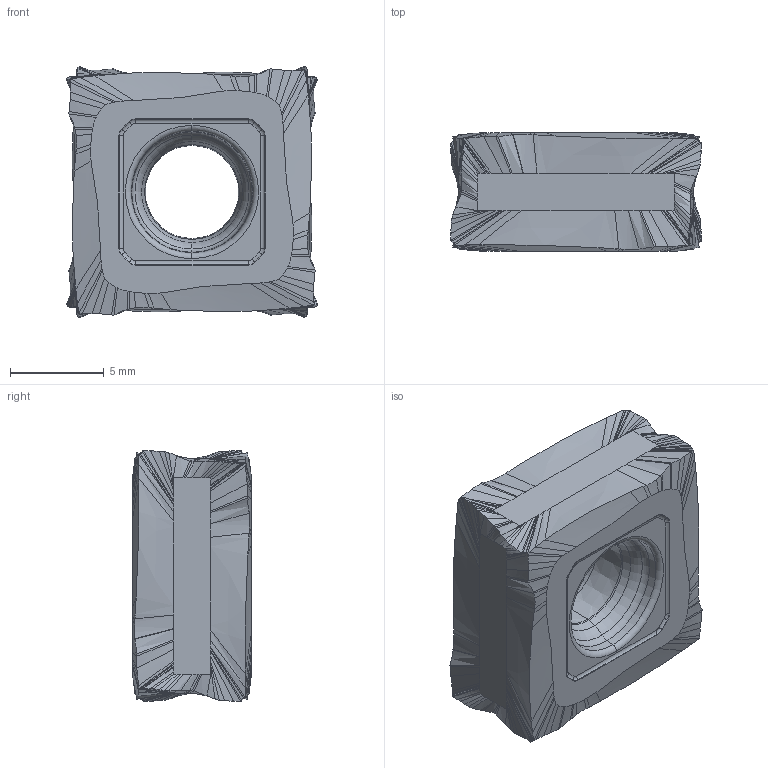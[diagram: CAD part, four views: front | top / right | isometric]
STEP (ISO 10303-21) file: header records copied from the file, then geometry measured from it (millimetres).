
FILE_DESCRIPTION((''),'2;1');
FILE_NAME('SONX1206PER','2016-01-15T',('ehatto'),(''),'PRO/ENGINEER BY PARAMETRIC TECHNOLOGY CORPORATION, 2014310','PRO/ENGINEER BY PARAMETRIC TECHNOLOGY CORPORATION, 2014310','');
FILE_SCHEMA(('CONFIG_CONTROL_DESIGN'));
Length unit declared in the file: millimetre
Products named in the file (1): SONX1206PER
Bounding box: 13.42 x 6.3 x 13.42 mm (x, y, z)
Volume: 808.6 mm3; surface area: 667.5 mm2
Topology: 1 solids, 1 shells, 471 faces, 1238 edges, 772 vertices
Faces by surface type: bspline 388, cone 26, plane 25, cylinder 16, torus 16
Entity records: 29574 total; most frequent: CARTESIAN_POINT 16192, ORIENTED_EDGE 2476, PRESENTATION_STYLE_ASSIGNMENT 1239, STYLED_ITEM 1239, CURVE_STYLE 1238, EDGE_CURVE 1238, DIRECTION 1135, VERTEX_POINT 772
